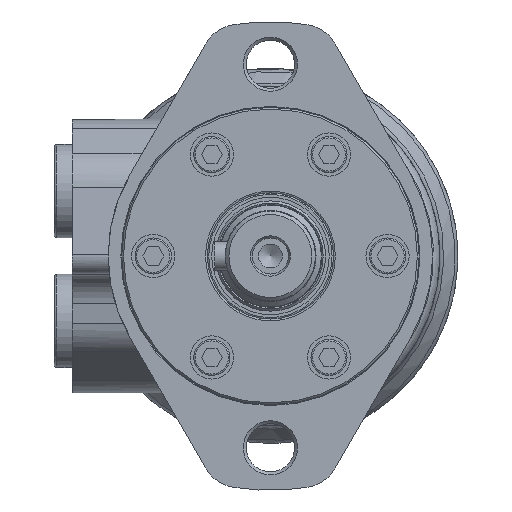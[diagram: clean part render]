
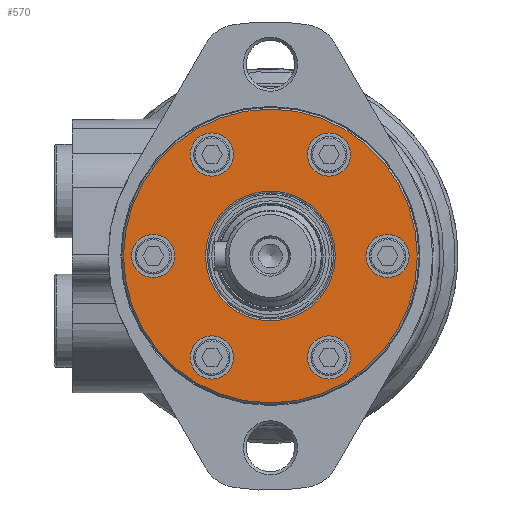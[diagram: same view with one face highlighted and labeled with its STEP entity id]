
A CAD part, left-side view. The second image highlights one B-rep face of the part: STEP entity #570.
In plain terms, the highlighted planar face has unit normal (-1, 0, 0).
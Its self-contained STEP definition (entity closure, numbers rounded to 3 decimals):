
#570 = ADVANCED_FACE( '', ( #1444, #1445, #1446, #1447, #1448, #1449, #1450, #1451 ), #1452, .F. );
#1444 = FACE_OUTER_BOUND( '', #2825, .T. );
#1445 = FACE_BOUND( '', #2826, .T. );
#1446 = FACE_BOUND( '', #2827, .T. );
#1447 = FACE_BOUND( '', #2828, .T. );
#1448 = FACE_BOUND( '', #2829, .T. );
#1449 = FACE_BOUND( '', #2830, .T. );
#1450 = FACE_BOUND( '', #2831, .T. );
#1451 = FACE_BOUND( '', #2832, .T. );
#1452 = PLANE( '', #2833 );
#2825 = EDGE_LOOP( '', ( #4264 ) );
#2826 = EDGE_LOOP( '', ( #4265 ) );
#2827 = EDGE_LOOP( '', ( #4266 ) );
#2828 = EDGE_LOOP( '', ( #4267 ) );
#2829 = EDGE_LOOP( '', ( #4268 ) );
#2830 = EDGE_LOOP( '', ( #4269 ) );
#2831 = EDGE_LOOP( '', ( #4270 ) );
#2832 = EDGE_LOOP( '', ( #4271 ) );
#2833 = AXIS2_PLACEMENT_3D( '', #4272, #4273, #4274 );
#4264 = ORIENTED_EDGE( '', *, *, #7386, .F. );
#4265 = ORIENTED_EDGE( '', *, *, #7387, .F. );
#4266 = ORIENTED_EDGE( '', *, *, #7388, .T. );
#4267 = ORIENTED_EDGE( '', *, *, #7389, .T. );
#4268 = ORIENTED_EDGE( '', *, *, #7390, .T. );
#4269 = ORIENTED_EDGE( '', *, *, #7391, .T. );
#4270 = ORIENTED_EDGE( '', *, *, #7392, .T. );
#4271 = ORIENTED_EDGE( '', *, *, #7330, .T. );
#4272 = CARTESIAN_POINT( '', ( 0., 0., 0. ) );
#4273 = DIRECTION( '', ( 1., 0., 0. ) );
#4274 = DIRECTION( '', ( 0., 0., -1. ) );
#7330 = EDGE_CURVE( '', #8531, #8531, #8532, .T. );
#7386 = EDGE_CURVE( '', #8632, #8632, #8633, .T. );
#7387 = EDGE_CURVE( '', #8634, #8634, #8635, .F. );
#7388 = EDGE_CURVE( '', #8636, #8636, #8637, .T. );
#7389 = EDGE_CURVE( '', #8638, #8638, #8639, .T. );
#7390 = EDGE_CURVE( '', #8640, #8640, #8641, .T. );
#7391 = EDGE_CURVE( '', #8642, #8642, #8643, .T. );
#7392 = EDGE_CURVE( '', #8644, #8644, #8645, .T. );
#8531 = VERTEX_POINT( '', #10286 );
#8532 = CIRCLE( '', #10287, 18. );
#8632 = VERTEX_POINT( '', #10544 );
#8633 = CIRCLE( '', #10545, 40.75 );
#8634 = VERTEX_POINT( '', #10546 );
#8635 = CIRCLE( '', #10547, 6. );
#8636 = VERTEX_POINT( '', #10548 );
#8637 = CIRCLE( '', #10549, 6. );
#8638 = VERTEX_POINT( '', #10550 );
#8639 = CIRCLE( '', #10551, 6. );
#8640 = VERTEX_POINT( '', #10552 );
#8641 = CIRCLE( '', #10553, 6. );
#8642 = VERTEX_POINT( '', #10554 );
#8643 = CIRCLE( '', #10555, 6. );
#8644 = VERTEX_POINT( '', #10556 );
#8645 = CIRCLE( '', #10557, 6. );
#10286 = CARTESIAN_POINT( '', ( 0., 0., -18. ) );
#10287 = AXIS2_PLACEMENT_3D( '', #14214, #14215, #14216 );
#10544 = CARTESIAN_POINT( '', ( 0., 0., -40.75 ) );
#10545 = AXIS2_PLACEMENT_3D( '', #14269, #14270, #14271 );
#10546 = CARTESIAN_POINT( '', ( 0., 32.5, -6. ) );
#10547 = AXIS2_PLACEMENT_3D( '', #14272, #14273, #14274 );
#10548 = CARTESIAN_POINT( '', ( 0., 16.25, -34.146 ) );
#10549 = AXIS2_PLACEMENT_3D( '', #14275, #14276, #14277 );
#10550 = CARTESIAN_POINT( '', ( 0., -16.25, -34.146 ) );
#10551 = AXIS2_PLACEMENT_3D( '', #14278, #14279, #14280 );
#10552 = CARTESIAN_POINT( '', ( 0., -32.5, -6. ) );
#10553 = AXIS2_PLACEMENT_3D( '', #14281, #14282, #14283 );
#10554 = CARTESIAN_POINT( '', ( 0., -16.25, 22.146 ) );
#10555 = AXIS2_PLACEMENT_3D( '', #14284, #14285, #14286 );
#10556 = CARTESIAN_POINT( '', ( 0., 16.25, 22.146 ) );
#10557 = AXIS2_PLACEMENT_3D( '', #14287, #14288, #14289 );
#14214 = CARTESIAN_POINT( '', ( 0., 0., 0. ) );
#14215 = DIRECTION( '', ( 1., 0., 0. ) );
#14216 = DIRECTION( '', ( 0., 0., -1. ) );
#14269 = CARTESIAN_POINT( '', ( 0., 0., 0. ) );
#14270 = DIRECTION( '', ( 1., 0., 0. ) );
#14271 = DIRECTION( '', ( 0., 0., -1. ) );
#14272 = CARTESIAN_POINT( '', ( 0., 32.5, 0. ) );
#14273 = DIRECTION( '', ( 1., 0., 0. ) );
#14274 = DIRECTION( '', ( 0., 0., -1. ) );
#14275 = CARTESIAN_POINT( '', ( 0., 16.25, -28.146 ) );
#14276 = DIRECTION( '', ( 1., 0., 0. ) );
#14277 = DIRECTION( '', ( 0., 0., -1. ) );
#14278 = CARTESIAN_POINT( '', ( 0., -16.25, -28.146 ) );
#14279 = DIRECTION( '', ( 1., 0., 0. ) );
#14280 = DIRECTION( '', ( 0., 0., -1. ) );
#14281 = CARTESIAN_POINT( '', ( 0., -32.5, 0. ) );
#14282 = DIRECTION( '', ( 1., 0., 0. ) );
#14283 = DIRECTION( '', ( 0., 0., -1. ) );
#14284 = CARTESIAN_POINT( '', ( 0., -16.25, 28.146 ) );
#14285 = DIRECTION( '', ( 1., 0., 0. ) );
#14286 = DIRECTION( '', ( 0., 0., -1. ) );
#14287 = CARTESIAN_POINT( '', ( 0., 16.25, 28.146 ) );
#14288 = DIRECTION( '', ( 1., 0., 0. ) );
#14289 = DIRECTION( '', ( 0., 0., -1. ) );
